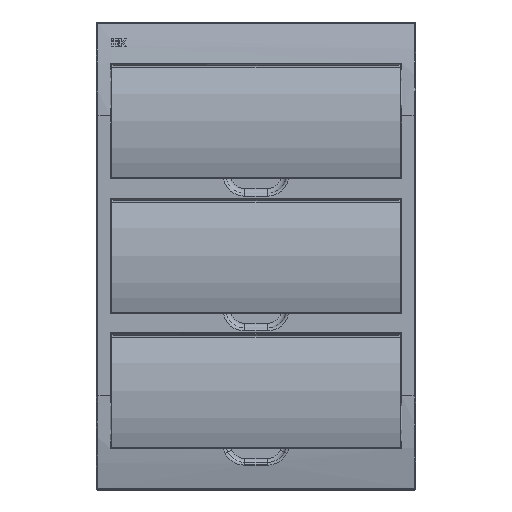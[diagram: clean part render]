
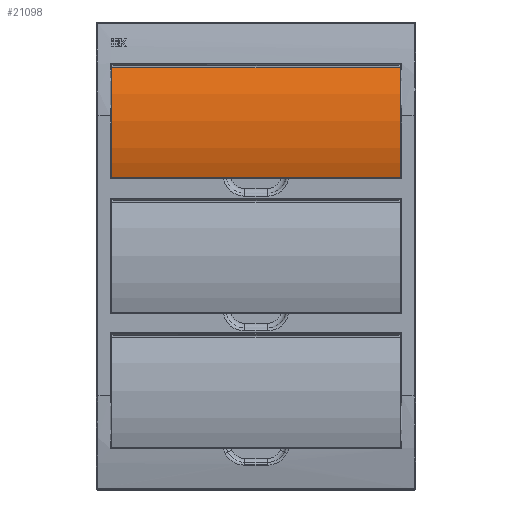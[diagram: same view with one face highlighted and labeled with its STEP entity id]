
A CAD part, top view. The second image highlights one B-rep face of the part: STEP entity #21098.
In plain terms, the highlighted cylindrical face has radius 164.613 mm (diameter 329.225 mm), a partial arc.
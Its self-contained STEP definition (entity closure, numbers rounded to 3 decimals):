
#441 = CARTESIAN_POINT ( 'NONE',  ( -145.92, 190.354, 86.284 ) ) ;
#5665 = DIRECTION ( 'NONE',  ( -1., 0., 0. ) ) ;
#5941 = CARTESIAN_POINT ( 'NONE',  ( 145.93, 79.098, 86.026 ) ) ;
#7044 = EDGE_CURVE ( 'NONE', #11024, #71376, #44444, .T. ) ;
#9146 = VERTEX_POINT ( 'NONE', #82763 ) ;
#11024 = VERTEX_POINT ( 'NONE', #441 ) ;
#12138 = LINE ( 'NONE', #86316, #20636 ) ;
#18244 = CARTESIAN_POINT ( 'NONE',  ( 146., 190.354, 86.284 ) ) ;
#18800 = DIRECTION ( 'NONE',  ( -1., 0., 0. ) ) ;
#20636 = VECTOR ( 'NONE', #5665, 1000. ) ;
#21098 = ADVANCED_FACE ( 'NONE', ( #22661 ), #31181, .T. ) ;
#22084 = DIRECTION ( 'NONE',  ( 0., -1., 0.003 ) ) ;
#22661 = FACE_OUTER_BOUND ( 'NONE', #50709, .T. ) ;
#26201 = AXIS2_PLACEMENT_3D ( 'NONE', #75679, #69055, #22084 ) ;
#27484 = LINE ( 'NONE', #18244, #87937 ) ;
#28626 = EDGE_CURVE ( 'NONE', #39502, #9146, #56849, .T. ) ;
#31181 = CYLINDRICAL_SURFACE ( 'NONE', #26201, 164.613 ) ;
#32753 = CARTESIAN_POINT ( 'NONE',  ( -145.699, 115.396, 99.154 ) ) ;
#37501 = ORIENTED_EDGE ( 'NONE', *, *, #38801, .T. ) ;
#38700 = CARTESIAN_POINT ( 'NONE',  ( 145.92, 190.354, 86.284 ) ) ;
#38774 = CARTESIAN_POINT ( 'NONE',  ( -145.92, 190.354, 86.284 ) ) ;
#38801 = EDGE_CURVE ( 'NONE', #39502, #11024, #27484, .T. ) ;
#39502 = VERTEX_POINT ( 'NONE', #72715 ) ;
#41683 = ORIENTED_EDGE ( 'NONE', *, *, #7044, .T. ) ;
#44444 =( BOUNDED_CURVE ( )  B_SPLINE_CURVE ( 3, ( #38774, #86100, #32753, #79851 ),
 .UNSPECIFIED., .F., .F. ) 
 B_SPLINE_CURVE_WITH_KNOTS ( ( 4, 4 ),
 ( 2.802, 3.491 ),
 .UNSPECIFIED. ) 
 CURVE ( )  GEOMETRIC_REPRESENTATION_ITEM ( )  RATIONAL_B_SPLINE_CURVE ( ( 1., 0.961, 0.961, 1. ) ) 
 REPRESENTATION_ITEM ( '' )  );
#50709 = EDGE_LOOP ( 'NONE', ( #41683, #61345, #71704, #37501 ) ) ;
#55389 = EDGE_CURVE ( 'NONE', #9146, #71376, #12138, .T. ) ;
#56849 =( BOUNDED_CURVE ( )  B_SPLINE_CURVE ( 3, ( #38700, #79190, #66598, #5941 ),
 .UNSPECIFIED., .F., .F. ) 
 B_SPLINE_CURVE_WITH_KNOTS ( ( 4, 4 ),
 ( 5.944, 6.633 ),
 .UNSPECIFIED. ) 
 CURVE ( )  GEOMETRIC_REPRESENTATION_ITEM ( )  RATIONAL_B_SPLINE_CURVE ( ( 1., 0.961, 0.961, 1. ) ) 
 REPRESENTATION_ITEM ( '' )  );
#61345 = ORIENTED_EDGE ( 'NONE', *, *, #55389, .F. ) ;
#66598 = CARTESIAN_POINT ( 'NONE',  ( 145.699, 115.396, 99.154 ) ) ;
#69055 = DIRECTION ( 'NONE',  ( -1., 0., 0. ) ) ;
#71376 = VERTEX_POINT ( 'NONE', #81945 ) ;
#71704 = ORIENTED_EDGE ( 'NONE', *, *, #28626, .F. ) ;
#72715 = CARTESIAN_POINT ( 'NONE',  ( 145.92, 190.354, 86.284 ) ) ;
#75679 = CARTESIAN_POINT ( 'NONE',  ( 146., 135.085, -68.773 ) ) ;
#79190 = CARTESIAN_POINT ( 'NONE',  ( 145.695, 153.995, 99.243 ) ) ;
#79851 = CARTESIAN_POINT ( 'NONE',  ( -145.93, 79.098, 86.026 ) ) ;
#81945 = CARTESIAN_POINT ( 'NONE',  ( -145.93, 79.098, 86.026 ) ) ;
#82763 = CARTESIAN_POINT ( 'NONE',  ( 145.93, 79.098, 86.026 ) ) ;
#86100 = CARTESIAN_POINT ( 'NONE',  ( -145.695, 153.995, 99.243 ) ) ;
#86316 = CARTESIAN_POINT ( 'NONE',  ( 145.93, 79.098, 86.026 ) ) ;
#87937 = VECTOR ( 'NONE', #18800, 1000. ) ;
